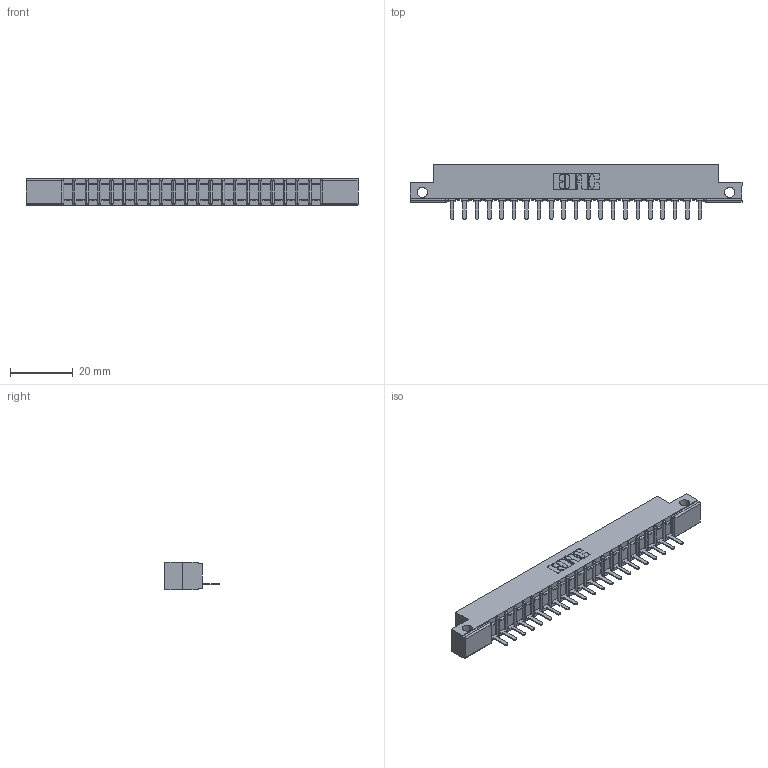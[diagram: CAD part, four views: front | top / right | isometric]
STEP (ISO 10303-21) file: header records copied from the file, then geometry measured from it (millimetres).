
FILE_DESCRIPTION (( 'STEP AP203' ), '1' );
FILE_NAME ('307-021-521-112.STEP', '2019-09-04T23:30:11', ( '' ), ( '' ), 'SwSTEP 2.0', 'SolidWorks 2016', '' );
FILE_SCHEMA (( 'CONFIG_CONTROL_DESIGN' ));
Length unit declared in the file: inch
Products named in the file (3): 307 Part_.128 Dia Side Mounting Holes; 307-290-002_521; 307-021-521-112
Assembly tree (22 placements, depth 2):
  307-021-521-112
    307 Part_.128 Dia Side Mounting Holes
    307-290-002_521  x21
Bounding box: 106.22 x 17.42 x 8.71 mm (x, y, z)
Volume: 6937.4 mm3; surface area: 12437.4 mm2
Topology: 22 solids, 22 shells, 1694 faces, 5195 edges, 3402 vertices
Faces by surface type: plane 1015, cylinder 635, sphere 44
Entity records: 21312 total; most frequent: CARTESIAN_POINT 3592, ORIENTED_EDGE 3582, DIRECTION 3499, EDGE_CURVE 1791, LINE 1361, VECTOR 1361, VERTEX_POINT 1162, AXIS2_PLACEMENT_3D 1069
